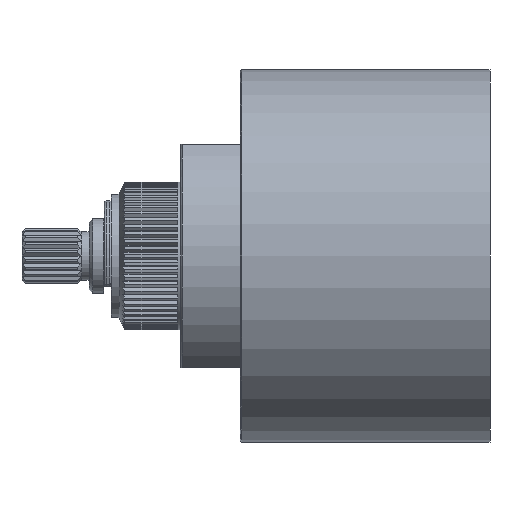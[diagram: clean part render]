
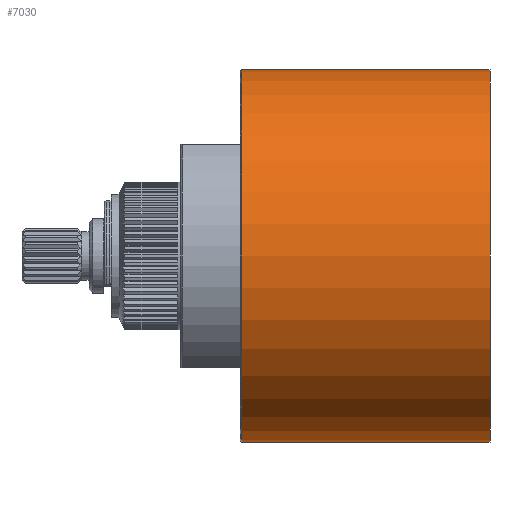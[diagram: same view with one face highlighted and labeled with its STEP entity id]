
A CAD part, left-side view. The second image highlights one B-rep face of the part: STEP entity #7030.
In plain terms, the highlighted cylindrical face has radius 25.006 mm (diameter 50.013 mm), a partial arc.
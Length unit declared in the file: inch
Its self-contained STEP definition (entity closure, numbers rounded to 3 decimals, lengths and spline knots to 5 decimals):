
#12=CARTESIAN_POINT('',(0.,1.3118,0.));
#13=DIRECTION('',(0.,1.,0.));
#14=DIRECTION('',(0.,0.,-1.));
#15=AXIS2_PLACEMENT_3D('',#12,#13,#14);
#17=DIRECTION('',(0.,1.,0.));
#18=VECTOR('',#17,1.3118);
#19=CARTESIAN_POINT('',(0.,0.,0.9845));
#20=LINE('',#19,#18);
#21=CARTESIAN_POINT('',(0.,0.,0.));
#22=DIRECTION('',(0.,1.,0.));
#23=DIRECTION('',(0.,0.,-1.));
#24=AXIS2_PLACEMENT_3D('',#21,#22,#23);
#26=DIRECTION('',(0.,1.,0.));
#27=VECTOR('',#26,1.3118);
#28=CARTESIAN_POINT('',(0.,0.,-0.9845));
#29=LINE('',#28,#27);
#5622=CARTESIAN_POINT('',(0.,0.,-0.9845));
#5623=CARTESIAN_POINT('',(0.,0.,0.9845));
#5624=VERTEX_POINT('',#5622);
#5625=VERTEX_POINT('',#5623);
#5670=CARTESIAN_POINT('',(0.,1.3118,0.9845));
#5671=CARTESIAN_POINT('',(0.,1.3118,-0.9845));
#5672=VERTEX_POINT('',#5670);
#5673=VERTEX_POINT('',#5671);
#7016=CARTESIAN_POINT('',(0.,1.71549,0.));
#7017=DIRECTION('',(0.,-1.,0.));
#7018=DIRECTION('',(0.,0.,1.));
#7019=AXIS2_PLACEMENT_3D('',#7016,#7017,#7018);
#7020=CYLINDRICAL_SURFACE('',#7019,0.9845);
#7022=ORIENTED_EDGE('',*,*,#7021,.T.);
#7024=ORIENTED_EDGE('',*,*,#7023,.F.);
#7025=ORIENTED_EDGE('',*,*,#7003,.F.);
#7027=ORIENTED_EDGE('',*,*,#7026,.T.);
#7028=EDGE_LOOP('',(#7022,#7024,#7025,#7027));
#7029=FACE_OUTER_BOUND('',#7028,.F.);
#7030=ADVANCED_FACE('',(#7029),#7020,.T.);
#16=CIRCLE('',#15,0.9845);
#25=CIRCLE('',#24,0.9845);
#7003=EDGE_CURVE('',#5624,#5625,#25,.T.);
#7021=EDGE_CURVE('',#5673,#5672,#16,.T.);
#7023=EDGE_CURVE('',#5625,#5672,#20,.T.);
#7026=EDGE_CURVE('',#5624,#5673,#29,.T.);
